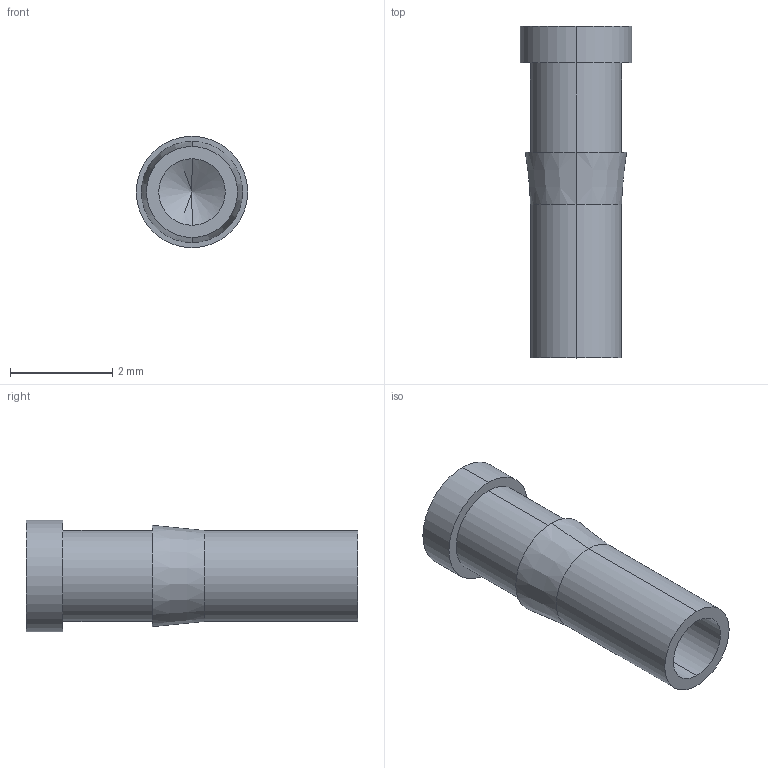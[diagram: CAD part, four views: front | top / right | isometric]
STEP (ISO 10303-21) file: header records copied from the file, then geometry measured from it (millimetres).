
FILE_DESCRIPTION (( 'STEP AP214' ), '1' );
FILE_NAME ('IF-PI-6.5-2.2_2020_07_09.STEP', '2020-07-09T07:40:20', ( '' ), ( '' ), 'SwSTEP 2.0', 'SolidWorks 2020', '' );
FILE_SCHEMA (( 'AUTOMOTIVE_DESIGN' ));
Length unit declared in the file: millimetre
Products named in the file (1): IF-PI-6.5-2.2_2020_07_09
Bounding box: 2.18 x 6.49 x 2.18 mm (x, y, z)
Volume: 13.8 mm3; surface area: 56.2 mm2
Topology: 1 solids, 1 shells, 16 faces, 32 edges, 19 vertices
Faces by surface type: cylinder 8, cone 4, plane 4
Entity records: 442 total; most frequent: DIRECTION 82, CARTESIAN_POINT 66, ORIENTED_EDGE 60, AXIS2_PLACEMENT_3D 35, EDGE_CURVE 30, EDGE_LOOP 19, VERTEX_POINT 19, CIRCLE 18
